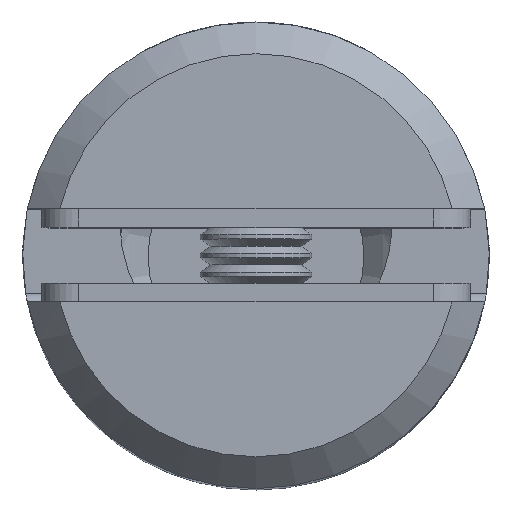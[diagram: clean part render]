
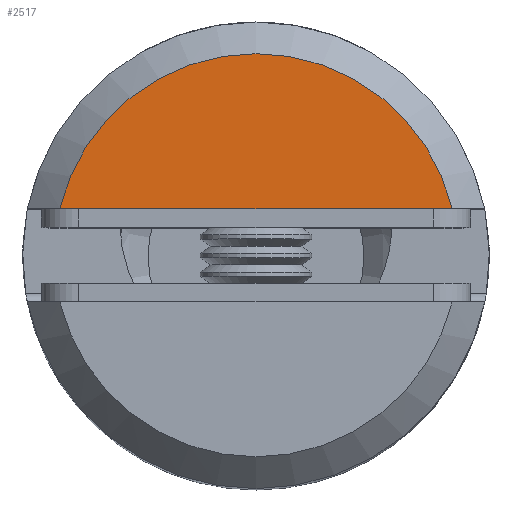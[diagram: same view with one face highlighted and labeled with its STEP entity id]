
A CAD part, top view. The second image highlights one B-rep face of the part: STEP entity #2517.
In plain terms, the highlighted planar face has unit normal (0, 0, 1).
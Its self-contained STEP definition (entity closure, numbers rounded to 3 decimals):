
#637 = ORIENTED_EDGE ( 'NONE', *, *, #18846, .T. ) ;
#2517 = ADVANCED_FACE ( 'NONE', ( #13877 ), #7061, .T. ) ;
#3742 = DIRECTION ( 'NONE',  ( 1., 0., 0. ) ) ;
#4046 = CARTESIAN_POINT ( 'NONE',  ( 0., 0., 24.5 ) ) ;
#5689 = DIRECTION ( 'NONE',  ( 0., 0., 1. ) ) ;
#7061 = PLANE ( 'NONE',  #14613 ) ;
#9167 = DIRECTION ( 'NONE',  ( 1., 0., 0. ) ) ;
#10201 = CARTESIAN_POINT ( 'NONE',  ( 10.507, 2.5, 24.5 ) ) ;
#10782 = DIRECTION ( 'NONE',  ( 0., 0., 1. ) ) ;
#11251 = CIRCLE ( 'NONE', #12870, 10.8 ) ;
#12489 = CARTESIAN_POINT ( 'NONE',  ( 0., 0., 24.5 ) ) ;
#12870 = AXIS2_PLACEMENT_3D ( 'NONE', #12489, #5689, #9167 ) ;
#13877 = FACE_OUTER_BOUND ( 'NONE', #19394, .T. ) ;
#14199 = DIRECTION ( 'NONE',  ( 1., 0., 0. ) ) ;
#14298 = EDGE_CURVE ( 'NONE', #21183, #21282, #11251, .T. ) ;
#14613 = AXIS2_PLACEMENT_3D ( 'NONE', #4046, #10782, #14199 ) ;
#14768 = VECTOR ( 'NONE', #3742, 1000. ) ;
#16629 = LINE ( 'NONE', #16876, #14768 ) ;
#16876 = CARTESIAN_POINT ( 'NONE',  ( -12.247, 2.5, 24.5 ) ) ;
#18846 = EDGE_CURVE ( 'NONE', #21282, #21183, #16629, .T. ) ;
#19394 = EDGE_LOOP ( 'NONE', ( #637, #19892 ) ) ;
#19892 = ORIENTED_EDGE ( 'NONE', *, *, #14298, .T. ) ;
#20114 = CARTESIAN_POINT ( 'NONE',  ( -10.507, 2.5, 24.5 ) ) ;
#21183 = VERTEX_POINT ( 'NONE', #10201 ) ;
#21282 = VERTEX_POINT ( 'NONE', #20114 ) ;
